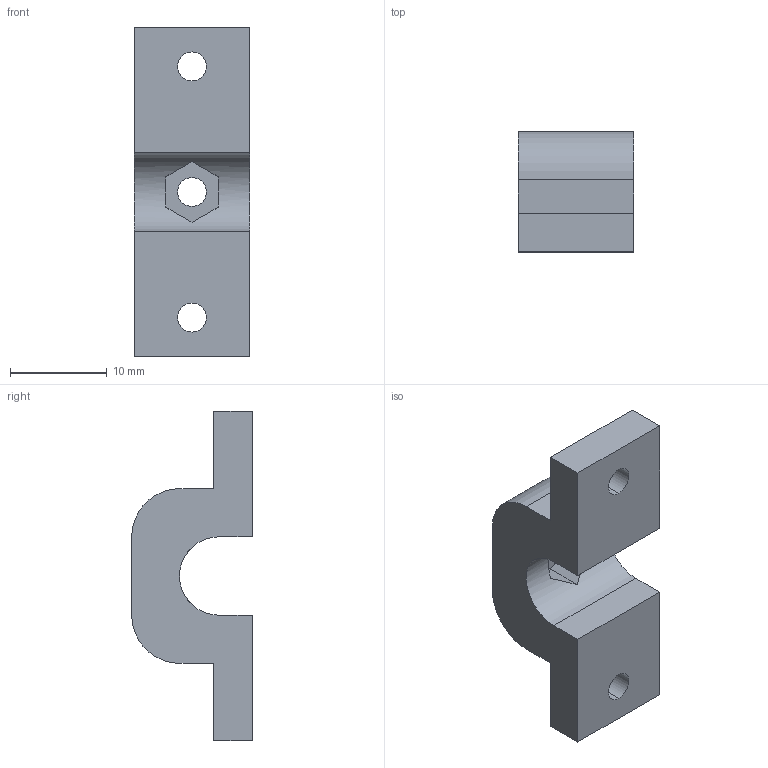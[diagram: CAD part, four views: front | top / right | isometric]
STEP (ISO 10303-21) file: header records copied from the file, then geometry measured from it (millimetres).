
FILE_DESCRIPTION (( 'STEP AP214' ), '1' );
FILE_NAME ('幗粣裔 2.STEP', '2023-11-17T08:37:54', ( '' ), ( '' ), 'SwSTEP 2.0', 'SolidWorks 2021', '' );
FILE_SCHEMA (( 'AUTOMOTIVE_DESIGN' ));
Length unit declared in the file: millimetre
Products named in the file (1): 幗粣裔 2
Bounding box: 12 x 12.5 x 34.1 mm (x, y, z)
Volume: 2559.6 mm3; surface area: 1769.2 mm2
Topology: 1 solids, 1 shells, 29 faces, 78 edges, 52 vertices
Faces by surface type: plane 20, cylinder 9
Entity records: 958 total; most frequent: CARTESIAN_POINT 172, ORIENTED_EDGE 156, DIRECTION 154, EDGE_CURVE 78, VECTOR 54, LINE 54, VERTEX_POINT 52, AXIS2_PLACEMENT_3D 50
